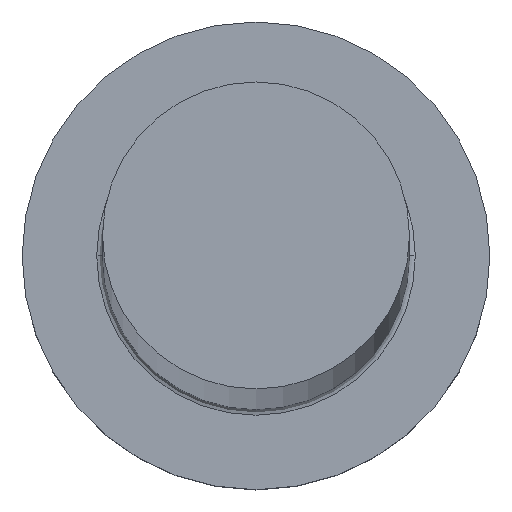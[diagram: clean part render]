
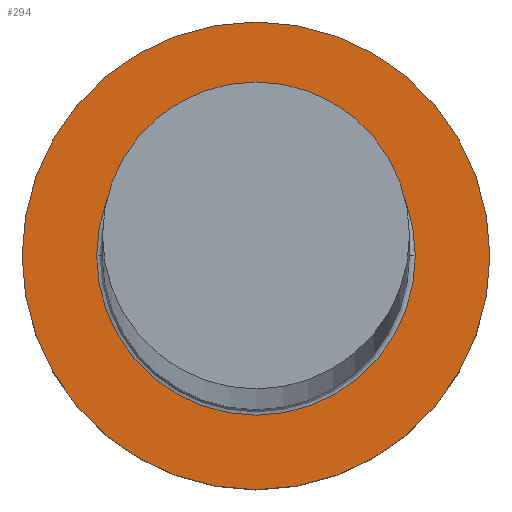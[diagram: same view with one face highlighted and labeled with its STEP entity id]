
A CAD part, top view. The second image highlights one B-rep face of the part: STEP entity #294.
In plain terms, the highlighted planar face has unit normal (0, 0, 1).
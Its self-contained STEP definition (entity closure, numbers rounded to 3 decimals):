
#4 = EDGE_LOOP ( 'NONE', ( #102, #169 ) ) ;
#6 = ORIENTED_EDGE ( 'NONE', *, *, #187, .T. ) ;
#8 = VERTEX_POINT ( 'NONE', #219 ) ;
#29 = CARTESIAN_POINT ( 'NONE',  ( -5.45, 0., 5. ) ) ;
#34 = DIRECTION ( 'NONE',  ( 0., 0., 1. ) ) ;
#52 = CARTESIAN_POINT ( 'NONE',  ( 5.45, 0., 5. ) ) ;
#54 = VERTEX_POINT ( 'NONE', #29 ) ;
#59 = AXIS2_PLACEMENT_3D ( 'NONE', #282, #261, #302 ) ;
#61 = DIRECTION ( 'NONE',  ( 0., 0., -1. ) ) ;
#78 = DIRECTION ( 'NONE',  ( 1., 0., 0. ) ) ;
#79 = VERTEX_POINT ( 'NONE', #52 ) ;
#98 = EDGE_CURVE ( 'NONE', #79, #54, #288, .T. ) ;
#102 = ORIENTED_EDGE ( 'NONE', *, *, #98, .T. ) ;
#104 = FACE_OUTER_BOUND ( 'NONE', #224, .T. ) ;
#112 = CARTESIAN_POINT ( 'NONE',  ( 0., 0., 5. ) ) ;
#113 = AXIS2_PLACEMENT_3D ( 'NONE', #201, #61, #176 ) ;
#120 = CIRCLE ( 'NONE', #295, 8. ) ;
#122 = AXIS2_PLACEMENT_3D ( 'NONE', #200, #34, #298 ) ;
#129 = CIRCLE ( 'NONE', #122, 8. ) ;
#135 = DIRECTION ( 'NONE',  ( 1., 0., 0. ) ) ;
#169 = ORIENTED_EDGE ( 'NONE', *, *, #251, .T. ) ;
#171 = CIRCLE ( 'NONE', #113, 5.45 ) ;
#176 = DIRECTION ( 'NONE',  ( 1., 0., 0. ) ) ;
#182 = CARTESIAN_POINT ( 'NONE',  ( -8., 0., 5. ) ) ;
#187 = EDGE_CURVE ( 'NONE', #8, #218, #120, .T. ) ;
#196 = DIRECTION ( 'NONE',  ( 0., 0., 1. ) ) ;
#200 = CARTESIAN_POINT ( 'NONE',  ( 0., 0., 5. ) ) ;
#201 = CARTESIAN_POINT ( 'NONE',  ( 0., 0., 5. ) ) ;
#203 = AXIS2_PLACEMENT_3D ( 'NONE', #248, #196, #78 ) ;
#208 = DIRECTION ( 'NONE',  ( 0., 0., 1. ) ) ;
#218 = VERTEX_POINT ( 'NONE', #182 ) ;
#219 = CARTESIAN_POINT ( 'NONE',  ( 8., 0., 5. ) ) ;
#224 = EDGE_LOOP ( 'NONE', ( #247, #6 ) ) ;
#247 = ORIENTED_EDGE ( 'NONE', *, *, #307, .T. ) ;
#248 = CARTESIAN_POINT ( 'NONE',  ( 0., 0., 5. ) ) ;
#251 = EDGE_CURVE ( 'NONE', #54, #79, #171, .T. ) ;
#261 = DIRECTION ( 'NONE',  ( 0., 0., -1. ) ) ;
#274 = FACE_BOUND ( 'NONE', #4, .T. ) ;
#276 = PLANE ( 'NONE',  #203 ) ;
#282 = CARTESIAN_POINT ( 'NONE',  ( 0., 0., 5. ) ) ;
#288 = CIRCLE ( 'NONE', #59, 5.45 ) ;
#294 = ADVANCED_FACE ( 'NONE', ( #274, #104 ), #276, .T. ) ;
#295 = AXIS2_PLACEMENT_3D ( 'NONE', #112, #208, #135 ) ;
#298 = DIRECTION ( 'NONE',  ( 1., 0., 0. ) ) ;
#302 = DIRECTION ( 'NONE',  ( 1., 0., 0. ) ) ;
#307 = EDGE_CURVE ( 'NONE', #218, #8, #129, .T. ) ;
